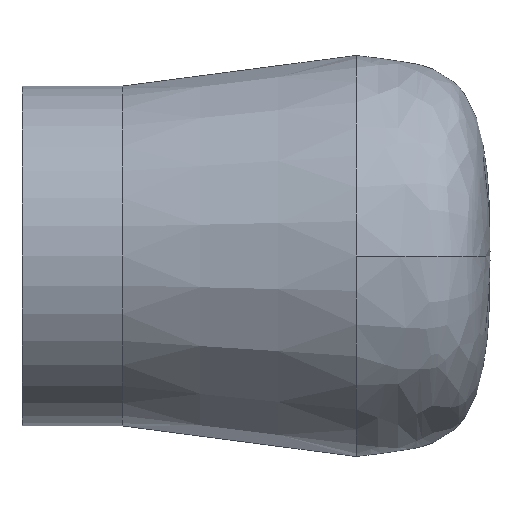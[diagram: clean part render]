
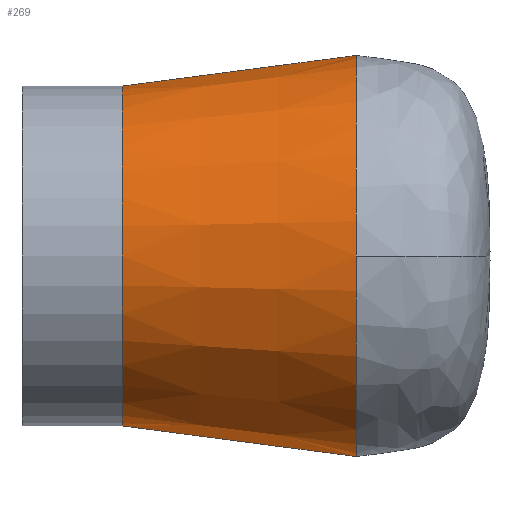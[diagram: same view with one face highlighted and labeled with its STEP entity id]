
A CAD part, left-side view. The second image highlights one B-rep face of the part: STEP entity #269.
In plain terms, the highlighted conical face has half-angle 7.461 degrees and reference radius 18 mm.
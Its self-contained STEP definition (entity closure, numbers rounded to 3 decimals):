
#3 = ORIENTED_EDGE ( 'NONE', *, *, #116, .T. ) ;
#4 = ORIENTED_EDGE ( 'NONE', *, *, #140, .F. ) ;
#19 = DIRECTION ( 'NONE',  ( 0., 1., 0. ) ) ;
#20 = CARTESIAN_POINT ( 'NONE',  ( 0., 33., -15.25 ) ) ;
#21 = ORIENTED_EDGE ( 'NONE', *, *, #317, .T. ) ;
#24 = AXIS2_PLACEMENT_3D ( 'NONE', #84, #147, #306 ) ;
#25 = ORIENTED_EDGE ( 'NONE', *, *, #26, .F. ) ;
#26 = EDGE_CURVE ( 'NONE', #209, #83, #162, .T. ) ;
#30 = DIRECTION ( 'NONE',  ( 0., -0.992, 0.13 ) ) ;
#32 = CARTESIAN_POINT ( 'NONE',  ( 0., 12., -18. ) ) ;
#41 = AXIS2_PLACEMENT_3D ( 'NONE', #112, #260, #91 ) ;
#73 = CIRCLE ( 'NONE', #199, 18. ) ;
#83 = VERTEX_POINT ( 'NONE', #227 ) ;
#84 = CARTESIAN_POINT ( 'NONE',  ( 0., 33., 0. ) ) ;
#89 = CARTESIAN_POINT ( 'NONE',  ( 0., 12., 18. ) ) ;
#91 = DIRECTION ( 'NONE',  ( 0., 0., -1. ) ) ;
#110 = CARTESIAN_POINT ( 'NONE',  ( -18., 12., 0. ) ) ;
#112 = CARTESIAN_POINT ( 'NONE',  ( 0., 12., 0. ) ) ;
#116 = EDGE_CURVE ( 'NONE', #201, #253, #275, .T. ) ;
#124 = EDGE_LOOP ( 'NONE', ( #25, #4, #3, #21, #226 ) ) ;
#140 = EDGE_CURVE ( 'NONE', #201, #209, #167, .T. ) ;
#141 = DIRECTION ( 'NONE',  ( 0., 0., 1. ) ) ;
#147 = DIRECTION ( 'NONE',  ( 0., 1., 0. ) ) ;
#162 = LINE ( 'NONE', #89, #223 ) ;
#167 = CIRCLE ( 'NONE', #24, 15.25 ) ;
#189 = CIRCLE ( 'NONE', #217, 18. ) ;
#195 = CARTESIAN_POINT ( 'NONE',  ( 0., 12., -18. ) ) ;
#199 = AXIS2_PLACEMENT_3D ( 'NONE', #268, #19, #141 ) ;
#201 = VERTEX_POINT ( 'NONE', #20 ) ;
#209 = VERTEX_POINT ( 'NONE', #296 ) ;
#214 = FACE_OUTER_BOUND ( 'NONE', #124, .T. ) ;
#217 = AXIS2_PLACEMENT_3D ( 'NONE', #299, #246, #271 ) ;
#223 = VECTOR ( 'NONE', #30, 1000. ) ;
#226 = ORIENTED_EDGE ( 'NONE', *, *, #292, .T. ) ;
#227 = CARTESIAN_POINT ( 'NONE',  ( 0., 12., 18. ) ) ;
#232 = VERTEX_POINT ( 'NONE', #110 ) ;
#240 = VECTOR ( 'NONE', #312, 1000. ) ;
#246 = DIRECTION ( 'NONE',  ( 0., 1., 0. ) ) ;
#253 = VERTEX_POINT ( 'NONE', #32 ) ;
#260 = DIRECTION ( 'NONE',  ( 0., -1., 0. ) ) ;
#268 = CARTESIAN_POINT ( 'NONE',  ( 0., 12., 0. ) ) ;
#269 = ADVANCED_FACE ( 'NONE', ( #214 ), #319, .T. ) ;
#271 = DIRECTION ( 'NONE',  ( 0., 0., 1. ) ) ;
#275 = LINE ( 'NONE', #195, #240 ) ;
#292 = EDGE_CURVE ( 'NONE', #232, #83, #189, .T. ) ;
#296 = CARTESIAN_POINT ( 'NONE',  ( 0., 33., 15.25 ) ) ;
#299 = CARTESIAN_POINT ( 'NONE',  ( 0., 12., 0. ) ) ;
#306 = DIRECTION ( 'NONE',  ( 0., 0., 1. ) ) ;
#312 = DIRECTION ( 'NONE',  ( 0., -0.992, -0.13 ) ) ;
#317 = EDGE_CURVE ( 'NONE', #253, #232, #73, .T. ) ;
#319 = CONICAL_SURFACE ( 'NONE', #41, 18., 0.13 ) ;
